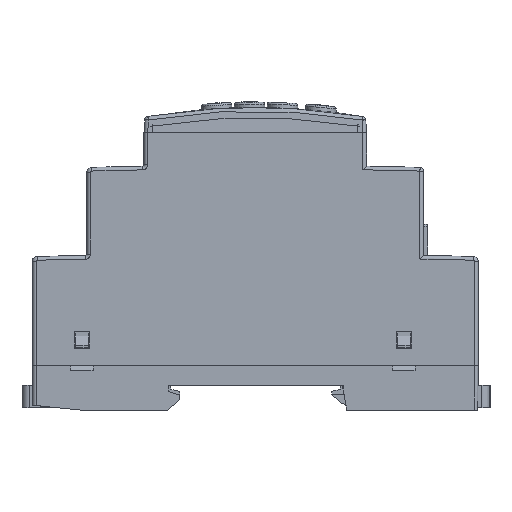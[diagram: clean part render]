
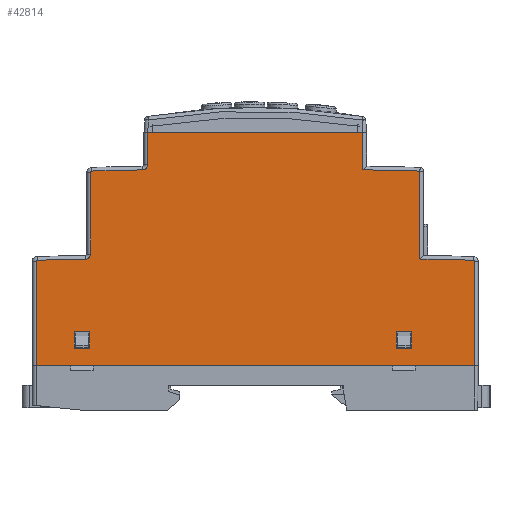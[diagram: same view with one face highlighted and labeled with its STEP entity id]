
A CAD part, front view. The second image highlights one B-rep face of the part: STEP entity #42814.
In plain terms, the highlighted planar face has unit normal (0, -1, 0).
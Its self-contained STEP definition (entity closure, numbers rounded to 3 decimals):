
#734=PLANE('',#50443);
#3125=CIRCLE('',#50444,1.);
#3126=CIRCLE('',#50445,0.25);
#3127=CIRCLE('',#50446,1.);
#3128=CIRCLE('',#50447,0.25);
#3129=CIRCLE('',#50448,0.25);
#5801=ORIENTED_EDGE('',*,*,#18210,.F.);
#5802=ORIENTED_EDGE('',*,*,#18211,.F.);
#5803=ORIENTED_EDGE('',*,*,#18212,.F.);
#5804=ORIENTED_EDGE('',*,*,#18213,.F.);
#5805=ORIENTED_EDGE('',*,*,#18214,.F.);
#5806=ORIENTED_EDGE('',*,*,#18215,.F.);
#5807=ORIENTED_EDGE('',*,*,#18216,.F.);
#5808=ORIENTED_EDGE('',*,*,#18217,.F.);
#5809=ORIENTED_EDGE('',*,*,#18153,.T.);
#5810=ORIENTED_EDGE('',*,*,#18147,.T.);
#5811=ORIENTED_EDGE('',*,*,#18155,.T.);
#5812=ORIENTED_EDGE('',*,*,#18218,.T.);
#5813=ORIENTED_EDGE('',*,*,#18219,.T.);
#5814=ORIENTED_EDGE('',*,*,#18220,.T.);
#5815=ORIENTED_EDGE('',*,*,#18221,.T.);
#5816=ORIENTED_EDGE('',*,*,#18222,.F.);
#5817=ORIENTED_EDGE('',*,*,#18223,.T.);
#5818=ORIENTED_EDGE('',*,*,#18224,.T.);
#5819=ORIENTED_EDGE('',*,*,#18225,.T.);
#5820=ORIENTED_EDGE('',*,*,#18226,.F.);
#5821=ORIENTED_EDGE('',*,*,#18227,.T.);
#5822=ORIENTED_EDGE('',*,*,#18228,.T.);
#5823=ORIENTED_EDGE('',*,*,#18229,.T.);
#5824=ORIENTED_EDGE('',*,*,#18230,.F.);
#5825=ORIENTED_EDGE('',*,*,#18231,.T.);
#18147=EDGE_CURVE('',#24184,#24185,#28017,.T.);
#18153=EDGE_CURVE('',#24189,#24184,#28020,.T.);
#18155=EDGE_CURVE('',#24185,#24190,#28021,.F.);
#18210=EDGE_CURVE('',#24237,#24238,#28060,.T.);
#18211=EDGE_CURVE('',#24239,#24237,#28061,.T.);
#18212=EDGE_CURVE('',#24240,#24239,#28062,.T.);
#18213=EDGE_CURVE('',#24238,#24240,#28063,.T.);
#18214=EDGE_CURVE('',#24241,#24242,#28064,.T.);
#18215=EDGE_CURVE('',#24243,#24241,#28065,.T.);
#18216=EDGE_CURVE('',#24244,#24243,#28066,.T.);
#18217=EDGE_CURVE('',#24242,#24244,#28067,.T.);
#18218=EDGE_CURVE('',#24190,#24245,#28068,.T.);
#18219=EDGE_CURVE('',#24245,#24246,#28069,.T.);
#18220=EDGE_CURVE('',#24246,#24247,#3125,.F.);
#18221=EDGE_CURVE('',#24247,#24248,#28070,.F.);
#18222=EDGE_CURVE('',#24249,#24248,#3126,.F.);
#18223=EDGE_CURVE('',#24249,#24250,#28071,.F.);
#18224=EDGE_CURVE('',#24250,#24251,#3127,.F.);
#18225=EDGE_CURVE('',#24251,#24252,#28072,.F.);
#18226=EDGE_CURVE('',#24253,#24252,#3128,.F.);
#18227=EDGE_CURVE('',#24253,#24254,#28073,.T.);
#18228=EDGE_CURVE('',#24254,#24255,#28074,.T.);
#18229=EDGE_CURVE('',#24255,#24256,#28075,.F.);
#18230=EDGE_CURVE('',#24257,#24256,#3129,.F.);
#18231=EDGE_CURVE('',#24257,#24189,#28076,.T.);
#24184=VERTEX_POINT('',#69311);
#24185=VERTEX_POINT('',#69312);
#24189=VERTEX_POINT('',#69323);
#24190=VERTEX_POINT('',#69327);
#24237=VERTEX_POINT('',#69436);
#24238=VERTEX_POINT('',#69437);
#24239=VERTEX_POINT('',#69439);
#24240=VERTEX_POINT('',#69441);
#24241=VERTEX_POINT('',#69444);
#24242=VERTEX_POINT('',#69445);
#24243=VERTEX_POINT('',#69447);
#24244=VERTEX_POINT('',#69449);
#24245=VERTEX_POINT('',#69452);
#24246=VERTEX_POINT('',#69454);
#24247=VERTEX_POINT('',#69456);
#24248=VERTEX_POINT('',#69458);
#24249=VERTEX_POINT('',#69460);
#24250=VERTEX_POINT('',#69462);
#24251=VERTEX_POINT('',#69464);
#24252=VERTEX_POINT('',#69466);
#24253=VERTEX_POINT('',#69468);
#24254=VERTEX_POINT('',#69470);
#24255=VERTEX_POINT('',#69472);
#24256=VERTEX_POINT('',#69474);
#24257=VERTEX_POINT('',#69476);
#28017=LINE('',#69310,#32174);
#28020=LINE('',#69322,#32177);
#28021=LINE('',#69326,#32178);
#28060=LINE('',#69435,#32217);
#28061=LINE('',#69438,#32218);
#28062=LINE('',#69440,#32219);
#28063=LINE('',#69442,#32220);
#28064=LINE('',#69443,#32221);
#28065=LINE('',#69446,#32222);
#28066=LINE('',#69448,#32223);
#28067=LINE('',#69450,#32224);
#28068=LINE('',#69451,#32225);
#28069=LINE('',#69453,#32226);
#28070=LINE('',#69457,#32227);
#28071=LINE('',#69461,#32228);
#28072=LINE('',#69465,#32229);
#28073=LINE('',#69469,#32230);
#28074=LINE('',#69471,#32231);
#28075=LINE('',#69473,#32232);
#28076=LINE('',#69477,#32233);
#32174=VECTOR('',#56464,1000.);
#32177=VECTOR('',#56475,1000.);
#32178=VECTOR('',#56480,1000.);
#32217=VECTOR('',#56565,1000.);
#32218=VECTOR('',#56566,1000.);
#32219=VECTOR('',#56567,1000.);
#32220=VECTOR('',#56568,1000.);
#32221=VECTOR('',#56569,1000.);
#32222=VECTOR('',#56570,1000.);
#32223=VECTOR('',#56571,1000.);
#32224=VECTOR('',#56572,1000.);
#32225=VECTOR('',#56573,1000.);
#32226=VECTOR('',#56574,1000.);
#32227=VECTOR('',#56577,1000.);
#32228=VECTOR('',#56580,1000.);
#32229=VECTOR('',#56583,1000.);
#32230=VECTOR('',#56586,1000.);
#32231=VECTOR('',#56587,1000.);
#32232=VECTOR('',#56588,1000.);
#32233=VECTOR('',#56591,1000.);
#36217=EDGE_LOOP('',(#5801,#5802,#5803,#5804));
#36218=EDGE_LOOP('',(#5805,#5806,#5807,#5808));
#36219=EDGE_LOOP('',(#5809,#5810,#5811,#5812,#5813,#5814,#5815,#5816,#5817,
#5818,#5819,#5820,#5821,#5822,#5823,#5824,#5825));
#39135=FACE_BOUND('',#36217,.T.);
#39136=FACE_BOUND('',#36218,.T.);
#39137=FACE_BOUND('',#36219,.T.);
#42814=ADVANCED_FACE('',(#39135,#39136,#39137),#734,.T.);
#50443=AXIS2_PLACEMENT_3D('',#69434,#56563,#56564);
#50444=AXIS2_PLACEMENT_3D('',#69455,#56575,#56576);
#50445=AXIS2_PLACEMENT_3D('',#69459,#56578,#56579);
#50446=AXIS2_PLACEMENT_3D('',#69463,#56581,#56582);
#50447=AXIS2_PLACEMENT_3D('',#69467,#56584,#56585);
#50448=AXIS2_PLACEMENT_3D('',#69475,#56589,#56590);
#56464=DIRECTION('',(-1.,0.,0.023));
#56475=DIRECTION('',(0.,0.,1.));
#56480=DIRECTION('',(0.,0.,-1.));
#56563=DIRECTION('',(0.,-1.,0.));
#56564=DIRECTION('',(0.,0.,-1.));
#56565=DIRECTION('',(0.,0.,1.));
#56566=DIRECTION('',(1.,0.,0.));
#56567=DIRECTION('',(0.,0.,-1.));
#56568=DIRECTION('',(-1.,0.,0.));
#56569=DIRECTION('',(0.,0.,-1.));
#56570=DIRECTION('',(-1.,0.,0.));
#56571=DIRECTION('',(0.,0.,1.));
#56572=DIRECTION('',(1.,0.,0.));
#56573=DIRECTION('',(-1.,0.,0.));
#56574=DIRECTION('',(0.,0.,-1.));
#56575=DIRECTION('',(0.,-1.,0.));
#56576=DIRECTION('',(0.,0.,-1.));
#56577=DIRECTION('',(1.,0.,0.023));
#56578=DIRECTION('',(0.,-1.,0.));
#56579=DIRECTION('',(0.,0.,-1.));
#56580=DIRECTION('',(0.,0.,1.));
#56581=DIRECTION('',(0.,-1.,0.));
#56582=DIRECTION('',(0.,0.,-1.));
#56583=DIRECTION('',(1.,0.,0.023));
#56584=DIRECTION('',(0.,-1.,0.));
#56585=DIRECTION('',(0.,0.,-1.));
#56586=DIRECTION('',(0.,0.,-1.));
#56587=DIRECTION('',(1.,0.,0.));
#56588=DIRECTION('',(0.,0.,-1.));
#56589=DIRECTION('',(0.,-1.,0.));
#56590=DIRECTION('',(0.,0.,-1.));
#56591=DIRECTION('',(-1.,0.,0.023));
#69310=CARTESIAN_POINT('',(22.297,-36.001,40.765));
#69311=CARTESIAN_POINT('',(33.25,-36.001,40.517));
#69312=CARTESIAN_POINT('',(21.75,-36.001,40.778));
#69322=CARTESIAN_POINT('',(33.25,-36.001,49.7));
#69323=CARTESIAN_POINT('',(33.25,-36.001,22.766));
#69326=CARTESIAN_POINT('',(21.75,-36.001,49.7));
#69327=CARTESIAN_POINT('',(21.75,-36.001,48.25));
#69434=CARTESIAN_POINT('',(22.5,-36.001,49.7));
#69435=CARTESIAN_POINT('',(-33.45,-36.001,49.7));
#69436=CARTESIAN_POINT('',(-33.45,-36.001,4.75));
#69437=CARTESIAN_POINT('',(-33.45,-36.001,8.15));
#69438=CARTESIAN_POINT('',(22.5,-36.001,4.75));
#69439=CARTESIAN_POINT('',(-36.55,-36.001,4.75));
#69440=CARTESIAN_POINT('',(-36.55,-36.001,49.7));
#69441=CARTESIAN_POINT('',(-36.55,-36.001,8.15));
#69442=CARTESIAN_POINT('',(22.5,-36.001,8.15));
#69443=CARTESIAN_POINT('',(28.45,-36.001,4.75));
#69444=CARTESIAN_POINT('',(28.45,-36.001,8.15));
#69445=CARTESIAN_POINT('',(28.45,-36.001,4.75));
#69446=CARTESIAN_POINT('',(28.45,-36.001,8.15));
#69447=CARTESIAN_POINT('',(31.55,-36.001,8.15));
#69448=CARTESIAN_POINT('',(31.55,-36.001,4.75));
#69449=CARTESIAN_POINT('',(31.55,-36.001,4.75));
#69450=CARTESIAN_POINT('',(28.45,-36.001,4.75));
#69451=CARTESIAN_POINT('',(22.5,-36.001,48.25));
#69452=CARTESIAN_POINT('',(-21.75,-36.001,48.25));
#69453=CARTESIAN_POINT('',(-21.75,-36.001,49.7));
#69454=CARTESIAN_POINT('',(-21.75,-36.001,41.755));
#69455=CARTESIAN_POINT('',(-22.75,-36.001,41.755));
#69456=CARTESIAN_POINT('',(-22.727,-36.001,40.756));
#69457=CARTESIAN_POINT('',(22.68,-36.001,41.786));
#69458=CARTESIAN_POINT('',(-33.006,-36.001,40.522));
#69459=CARTESIAN_POINT('',(-33.,-36.001,40.272));
#69460=CARTESIAN_POINT('',(-33.25,-36.001,40.272));
#69461=CARTESIAN_POINT('',(-33.25,-36.001,49.7));
#69462=CARTESIAN_POINT('',(-33.25,-36.001,23.744));
#69463=CARTESIAN_POINT('',(-34.25,-36.001,23.744));
#69464=CARTESIAN_POINT('',(-34.227,-36.001,22.744));
#69465=CARTESIAN_POINT('',(23.082,-36.001,24.045));
#69466=CARTESIAN_POINT('',(-44.006,-36.001,22.522));
#69467=CARTESIAN_POINT('',(-44.,-36.001,22.272));
#69468=CARTESIAN_POINT('',(-44.25,-36.001,22.272));
#69469=CARTESIAN_POINT('',(-44.25,-36.001,49.7));
#69470=CARTESIAN_POINT('',(-44.25,-36.001,1.25));
#69471=CARTESIAN_POINT('',(45.,-36.001,1.25));
#69472=CARTESIAN_POINT('',(44.25,-36.001,1.25));
#69473=CARTESIAN_POINT('',(44.25,-36.001,49.7));
#69474=CARTESIAN_POINT('',(44.25,-36.001,22.272));
#69475=CARTESIAN_POINT('',(44.,-36.001,22.272));
#69476=CARTESIAN_POINT('',(44.006,-36.001,22.522));
#69477=CARTESIAN_POINT('',(21.895,-36.001,23.024));
